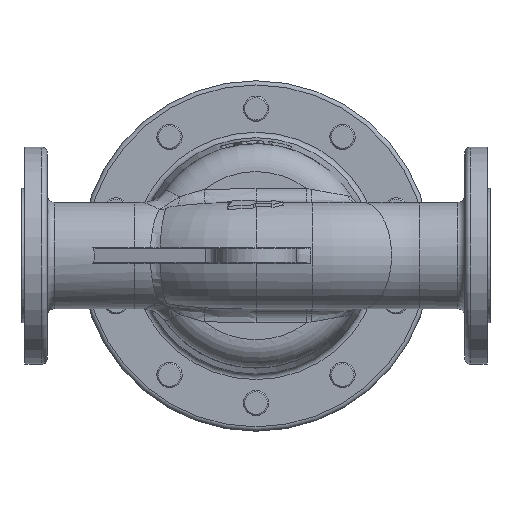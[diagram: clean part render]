
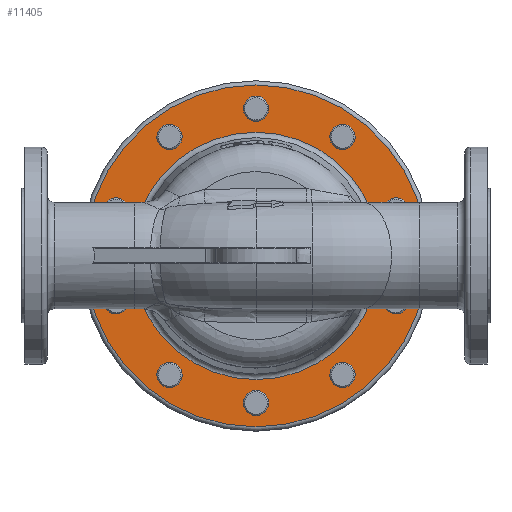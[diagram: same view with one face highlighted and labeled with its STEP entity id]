
A CAD part, top view. The second image highlights one B-rep face of the part: STEP entity #11405.
In plain terms, the highlighted planar face has unit normal (0, 0, 1).
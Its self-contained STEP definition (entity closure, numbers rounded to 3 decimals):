
#8251=CARTESIAN_POINT('',(68.999,79.657,218.5));
#8252=VERTEX_POINT('',#8251);
#8253=CARTESIAN_POINT('',(61.717,84.947,218.5));
#8254=DIRECTION('',(0.0,0.0,-1.0));
#8255=DIRECTION('',(-0.809,0.588,0.0));
#8256=AXIS2_PLACEMENT_3D('',#8253,#8254,#8255);
#8257=CIRCLE('',#8256,9.);
#8258=EDGE_CURVE('',#8252,#8252,#8257,.T.);
#8365=CARTESIAN_POINT('',(102.642,23.887,218.5));
#8366=VERTEX_POINT('',#8365);
#8367=CARTESIAN_POINT('',(99.861,32.447,218.5));
#8368=DIRECTION('',(0.0,0.0,-1.0));
#8369=DIRECTION('',(-0.309,0.951,0.0));
#8370=AXIS2_PLACEMENT_3D('',#8367,#8368,#8369);
#8371=CIRCLE('',#8370,9.);
#8372=EDGE_CURVE('',#8366,#8366,#8371,.T.);
#8479=CARTESIAN_POINT('',(97.08,-41.006,218.5));
#8480=VERTEX_POINT('',#8479);
#8481=CARTESIAN_POINT('',(99.861,-32.447,218.5));
#8482=DIRECTION('',(0.0,0.0,-1.0));
#8483=DIRECTION('',(0.309,0.951,0.0));
#8484=AXIS2_PLACEMENT_3D('',#8481,#8482,#8483);
#8485=CIRCLE('',#8484,9.);
#8486=EDGE_CURVE('',#8480,#8480,#8485,.T.);
#8593=CARTESIAN_POINT('',(54.436,-90.237,218.5));
#8594=VERTEX_POINT('',#8593);
#8595=CARTESIAN_POINT('',(61.717,-84.947,218.5));
#8596=DIRECTION('',(0.0,0.0,-1.0));
#8597=DIRECTION('',(0.809,0.588,0.0));
#8598=AXIS2_PLACEMENT_3D('',#8595,#8596,#8597);
#8599=CIRCLE('',#8598,9.);
#8600=EDGE_CURVE('',#8594,#8594,#8599,.T.);
#8707=CARTESIAN_POINT('',(-9.,-105.0,218.5));
#8708=VERTEX_POINT('',#8707);
#8709=CARTESIAN_POINT('',(0.,-105.0,218.5));
#8710=DIRECTION('',(0.0,0.0,-1.0));
#8711=DIRECTION('',(1.0,0.0,0.0));
#8712=AXIS2_PLACEMENT_3D('',#8709,#8710,#8711);
#8713=CIRCLE('',#8712,9.);
#8714=EDGE_CURVE('',#8708,#8708,#8713,.T.);
#8821=CARTESIAN_POINT('',(-68.999,-79.657,218.5));
#8822=VERTEX_POINT('',#8821);
#8823=CARTESIAN_POINT('',(-61.717,-84.947,218.5));
#8824=DIRECTION('',(0.0,0.0,-1.0));
#8825=DIRECTION('',(0.809,-0.588,0.0));
#8826=AXIS2_PLACEMENT_3D('',#8823,#8824,#8825);
#8827=CIRCLE('',#8826,9.);
#8828=EDGE_CURVE('',#8822,#8822,#8827,.T.);
#8935=CARTESIAN_POINT('',(-102.642,-23.887,218.5));
#8936=VERTEX_POINT('',#8935);
#8937=CARTESIAN_POINT('',(-99.861,-32.447,218.5));
#8938=DIRECTION('',(0.0,0.0,-1.0));
#8939=DIRECTION('',(0.309,-0.951,0.0));
#8940=AXIS2_PLACEMENT_3D('',#8937,#8938,#8939);
#8941=CIRCLE('',#8940,9.);
#8942=EDGE_CURVE('',#8936,#8936,#8941,.T.);
#9049=CARTESIAN_POINT('',(-97.08,41.006,218.5));
#9050=VERTEX_POINT('',#9049);
#9051=CARTESIAN_POINT('',(-99.861,32.447,218.5));
#9052=DIRECTION('',(0.0,0.0,-1.0));
#9053=DIRECTION('',(-0.309,-0.951,0.0));
#9054=AXIS2_PLACEMENT_3D('',#9051,#9052,#9053);
#9055=CIRCLE('',#9054,9.);
#9056=EDGE_CURVE('',#9050,#9050,#9055,.T.);
#9163=CARTESIAN_POINT('',(-54.436,90.237,218.5));
#9164=VERTEX_POINT('',#9163);
#9165=CARTESIAN_POINT('',(-61.717,84.947,218.5));
#9166=DIRECTION('',(0.0,0.0,-1.0));
#9167=DIRECTION('',(-0.809,-0.588,0.0));
#9168=AXIS2_PLACEMENT_3D('',#9165,#9166,#9167);
#9169=CIRCLE('',#9168,9.);
#9170=EDGE_CURVE('',#9164,#9164,#9169,.T.);
#10978=CARTESIAN_POINT('',(9.,105.0,218.5));
#10979=VERTEX_POINT('',#10978);
#10980=CARTESIAN_POINT('',(0.0,105.0,218.5));
#10981=DIRECTION('',(0.0,0.0,-1.0));
#10982=DIRECTION('',(-1.0,0.0,0.0));
#10983=AXIS2_PLACEMENT_3D('',#10980,#10981,#10982);
#10984=CIRCLE('',#10983,9.);
#10985=EDGE_CURVE('',#10979,#10979,#10984,.T.);
#11333=CARTESIAN_POINT('',(122.,0.,218.5));
#11334=VERTEX_POINT('',#11333);
#11335=CARTESIAN_POINT('',(0.0,0.0,218.5));
#11336=DIRECTION('',(0.0,0.0,-1.0));
#11337=DIRECTION('',(-1.0,0.0,0.0));
#11338=AXIS2_PLACEMENT_3D('',#11335,#11336,#11337);
#11339=CIRCLE('',#11338,122.);
#11340=EDGE_CURVE('',#11334,#11334,#11339,.T.);
#11356=CARTESIAN_POINT('',(0.0,0.0,218.5));
#11357=DIRECTION('',(0.0,0.0,-1.0));
#11358=DIRECTION('',(-1.0,0.0,0.0));
#11359=AXIS2_PLACEMENT_3D('',#11356,#11357,#11358);
#11360=PLANE('',#11359);
#11361=ORIENTED_EDGE('',*,*,#11340,.F.);
#11362=EDGE_LOOP('',(#11361));
#11363=FACE_OUTER_BOUND('',#11362,.T.);
#11364=ORIENTED_EDGE('',*,*,#8258,.T.);
#11365=EDGE_LOOP('',(#11364));
#11366=FACE_BOUND('',#11365,.T.);
#11367=ORIENTED_EDGE('',*,*,#8372,.T.);
#11368=EDGE_LOOP('',(#11367));
#11369=FACE_BOUND('',#11368,.T.);
#11370=ORIENTED_EDGE('',*,*,#8486,.T.);
#11371=EDGE_LOOP('',(#11370));
#11372=FACE_BOUND('',#11371,.T.);
#11373=ORIENTED_EDGE('',*,*,#8600,.T.);
#11374=EDGE_LOOP('',(#11373));
#11375=FACE_BOUND('',#11374,.T.);
#11376=ORIENTED_EDGE('',*,*,#8714,.T.);
#11377=EDGE_LOOP('',(#11376));
#11378=FACE_BOUND('',#11377,.T.);
#11379=ORIENTED_EDGE('',*,*,#8828,.T.);
#11380=EDGE_LOOP('',(#11379));
#11381=FACE_BOUND('',#11380,.T.);
#11382=ORIENTED_EDGE('',*,*,#8942,.T.);
#11383=EDGE_LOOP('',(#11382));
#11384=FACE_BOUND('',#11383,.T.);
#11385=ORIENTED_EDGE('',*,*,#9056,.T.);
#11386=EDGE_LOOP('',(#11385));
#11387=FACE_BOUND('',#11386,.T.);
#11388=ORIENTED_EDGE('',*,*,#9170,.T.);
#11389=EDGE_LOOP('',(#11388));
#11390=FACE_BOUND('',#11389,.T.);
#11391=ORIENTED_EDGE('',*,*,#10985,.T.);
#11392=EDGE_LOOP('',(#11391));
#11393=FACE_BOUND('',#11392,.T.);
#11394=CARTESIAN_POINT('',(88.279,0.,218.5));
#11395=VERTEX_POINT('',#11394);
#11396=CARTESIAN_POINT('',(0.0,0.0,218.5));
#11397=DIRECTION('',(0.0,0.0,1.0));
#11398=DIRECTION('',(-1.0,0.0,0.0));
#11399=AXIS2_PLACEMENT_3D('',#11396,#11397,#11398);
#11400=CIRCLE('',#11399,88.279);
#11401=EDGE_CURVE('',#11395,#11395,#11400,.T.);
#11402=ORIENTED_EDGE('',*,*,#11401,.F.);
#11403=EDGE_LOOP('',(#11402));
#11404=FACE_BOUND('',#11403,.T.);
#11405=ADVANCED_FACE('',(#11363,#11366,#11369,#11372,#11375,#11378,#11381,#11384,#11387,#11390,#11393,#11404),#11360,.F.);
